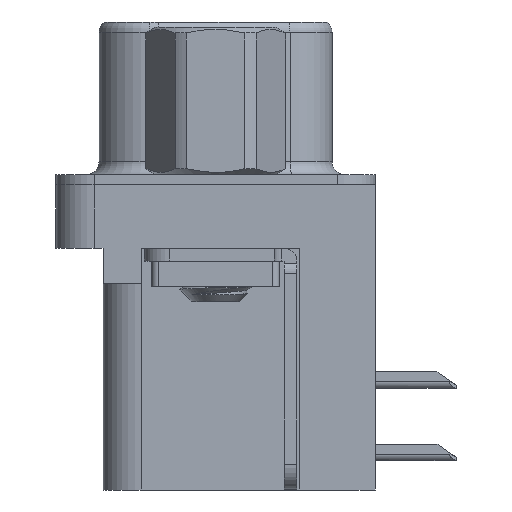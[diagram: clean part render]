
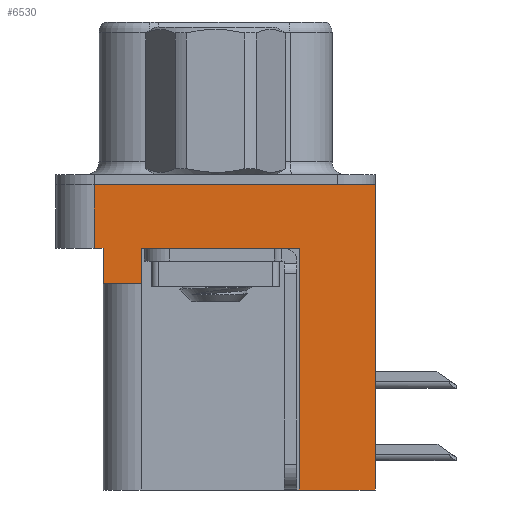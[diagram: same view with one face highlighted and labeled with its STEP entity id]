
A CAD part, left-side view. The second image highlights one B-rep face of the part: STEP entity #6530.
In plain terms, the highlighted planar face has unit normal (-1, 0, 0).
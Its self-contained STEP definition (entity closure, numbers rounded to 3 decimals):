
#316 = LINE ( 'NONE', #5361, #18623 ) ;
#391 = CARTESIAN_POINT ( 'NONE',  ( -2.91, 4.425, -3.9 ) ) ;
#498 = LINE ( 'NONE', #18464, #17256 ) ;
#1284 = LINE ( 'NONE', #17503, #5413 ) ;
#1377 = AXIS2_PLACEMENT_3D ( 'NONE', #17147, #8863, #7305 ) ;
#1424 = CARTESIAN_POINT ( 'NONE',  ( -2.91, -6.275, -2.5 ) ) ;
#1787 = VERTEX_POINT ( 'NONE', #14351 ) ;
#1869 = EDGE_CURVE ( 'NONE', #6203, #12063, #6769, .T. ) ;
#1875 = CARTESIAN_POINT ( 'NONE',  ( -2.91, -6.275, -2.5 ) ) ;
#2321 = CARTESIAN_POINT ( 'NONE',  ( -2.91, 2.895, -2.5 ) ) ;
#2413 = VECTOR ( 'NONE', #11499, 1000. ) ;
#2907 = EDGE_CURVE ( 'NONE', #13197, #3738, #13690, .T. ) ;
#3059 = LINE ( 'NONE', #1424, #20065 ) ;
#3501 = VECTOR ( 'NONE', #16924, 1000. ) ;
#3601 = DIRECTION ( 'NONE',  ( 0., 0., 1. ) ) ;
#3738 = VERTEX_POINT ( 'NONE', #18173 ) ;
#3995 = CARTESIAN_POINT ( 'NONE',  ( -2.91, 2.895, -3.9 ) ) ;
#4473 = DIRECTION ( 'NONE',  ( 0., 0., 1. ) ) ;
#4683 = ORIENTED_EDGE ( 'NONE', *, *, #11607, .F. ) ;
#4728 = ORIENTED_EDGE ( 'NONE', *, *, #2907, .T. ) ;
#4955 = DIRECTION ( 'NONE',  ( 0., -1., 0. ) ) ;
#5361 = CARTESIAN_POINT ( 'NONE',  ( -2.91, -6.275, 0. ) ) ;
#5413 = VECTOR ( 'NONE', #16114, 1000. ) ;
#5830 = ORIENTED_EDGE ( 'NONE', *, *, #10312, .F. ) ;
#6203 = VERTEX_POINT ( 'NONE', #7890 ) ;
#6530 = ADVANCED_FACE ( 'NONE', ( #9707 ), #8792, .T. ) ;
#6769 = LINE ( 'NONE', #14562, #2413 ) ;
#6973 = ORIENTED_EDGE ( 'NONE', *, *, #1869, .F. ) ;
#7305 = DIRECTION ( 'NONE',  ( 0., 0., 1. ) ) ;
#7469 = LINE ( 'NONE', #17112, #13599 ) ;
#7630 = EDGE_CURVE ( 'NONE', #6203, #10005, #9406, .T. ) ;
#7890 = CARTESIAN_POINT ( 'NONE',  ( -2.91, 2.895, -3.9 ) ) ;
#8792 = PLANE ( 'NONE',  #1377 ) ;
#8863 = DIRECTION ( 'NONE',  ( -1., 0., 0. ) ) ;
#9051 = VECTOR ( 'NONE', #3601, 1000. ) ;
#9351 = EDGE_CURVE ( 'NONE', #18578, #3738, #316, .T. ) ;
#9406 = LINE ( 'NONE', #3995, #3501 ) ;
#9707 = FACE_OUTER_BOUND ( 'NONE', #19703, .T. ) ;
#10005 = VERTEX_POINT ( 'NONE', #2321 ) ;
#10312 = EDGE_CURVE ( 'NONE', #12063, #21165, #498, .T. ) ;
#10412 = VECTOR ( 'NONE', #4473, 1000. ) ;
#10865 = CARTESIAN_POINT ( 'NONE',  ( -2.91, 4.775, -2.5 ) ) ;
#10955 = VECTOR ( 'NONE', #12293, 1000. ) ;
#11499 = DIRECTION ( 'NONE',  ( 0., 1., 0. ) ) ;
#11607 = EDGE_CURVE ( 'NONE', #13197, #11920, #7469, .T. ) ;
#11806 = ORIENTED_EDGE ( 'NONE', *, *, #7630, .T. ) ;
#11920 = VERTEX_POINT ( 'NONE', #16145 ) ;
#12017 = ORIENTED_EDGE ( 'NONE', *, *, #9351, .F. ) ;
#12063 = VERTEX_POINT ( 'NONE', #391 ) ;
#12293 = DIRECTION ( 'NONE',  ( 0., -1., 0. ) ) ;
#12553 = CARTESIAN_POINT ( 'NONE',  ( -2.91, -3.295, -2.5 ) ) ;
#13027 = EDGE_CURVE ( 'NONE', #10005, #19895, #16362, .T. ) ;
#13197 = VERTEX_POINT ( 'NONE', #15960 ) ;
#13599 = VECTOR ( 'NONE', #20528, 1000. ) ;
#13690 = LINE ( 'NONE', #1875, #9051 ) ;
#14351 = CARTESIAN_POINT ( 'NONE',  ( -2.91, 4.775, -2.5 ) ) ;
#14562 = CARTESIAN_POINT ( 'NONE',  ( -2.91, 4.425, -3.9 ) ) ;
#15031 = DIRECTION ( 'NONE',  ( 0., 0., 1. ) ) ;
#15098 = CARTESIAN_POINT ( 'NONE',  ( -2.91, 4.425, -2.5 ) ) ;
#15828 = CARTESIAN_POINT ( 'NONE',  ( -2.91, -6.275, -2.5 ) ) ;
#15960 = CARTESIAN_POINT ( 'NONE',  ( -2.91, -6.275, -12. ) ) ;
#16088 = LINE ( 'NONE', #10865, #10412 ) ;
#16114 = DIRECTION ( 'NONE',  ( 0., 0., 1. ) ) ;
#16145 = CARTESIAN_POINT ( 'NONE',  ( -2.91, -3.295, -12. ) ) ;
#16260 = EDGE_CURVE ( 'NONE', #11920, #19895, #1284, .T. ) ;
#16362 = LINE ( 'NONE', #15828, #10955 ) ;
#16924 = DIRECTION ( 'NONE',  ( 0., 0., 1. ) ) ;
#17112 = CARTESIAN_POINT ( 'NONE',  ( -2.91, -3.295, -12. ) ) ;
#17147 = CARTESIAN_POINT ( 'NONE',  ( -2.91, -6.275, -2.5 ) ) ;
#17256 = VECTOR ( 'NONE', #15031, 1000. ) ;
#17477 = ORIENTED_EDGE ( 'NONE', *, *, #20591, .F. ) ;
#17503 = CARTESIAN_POINT ( 'NONE',  ( -2.91, -3.295, -12. ) ) ;
#17802 = CARTESIAN_POINT ( 'NONE',  ( -2.91, 4.775, 0. ) ) ;
#18173 = CARTESIAN_POINT ( 'NONE',  ( -2.91, -6.275, 0. ) ) ;
#18464 = CARTESIAN_POINT ( 'NONE',  ( -2.91, 4.425, -3.9 ) ) ;
#18578 = VERTEX_POINT ( 'NONE', #17802 ) ;
#18623 = VECTOR ( 'NONE', #18731, 1000. ) ;
#18731 = DIRECTION ( 'NONE',  ( 0., -1., 0. ) ) ;
#19052 = ORIENTED_EDGE ( 'NONE', *, *, #13027, .T. ) ;
#19232 = ORIENTED_EDGE ( 'NONE', *, *, #16260, .F. ) ;
#19291 = EDGE_CURVE ( 'NONE', #1787, #21165, #3059, .T. ) ;
#19703 = EDGE_LOOP ( 'NONE', ( #12017, #17477, #20329, #5830, #6973, #11806, #19052, #19232, #4683, #4728 ) ) ;
#19895 = VERTEX_POINT ( 'NONE', #12553 ) ;
#20065 = VECTOR ( 'NONE', #4955, 1000. ) ;
#20329 = ORIENTED_EDGE ( 'NONE', *, *, #19291, .T. ) ;
#20528 = DIRECTION ( 'NONE',  ( 0., 1., 0. ) ) ;
#20591 = EDGE_CURVE ( 'NONE', #1787, #18578, #16088, .T. ) ;
#21165 = VERTEX_POINT ( 'NONE', #15098 ) ;
